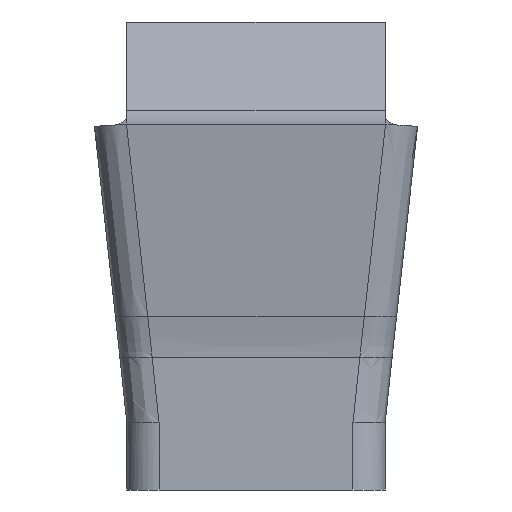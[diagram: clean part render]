
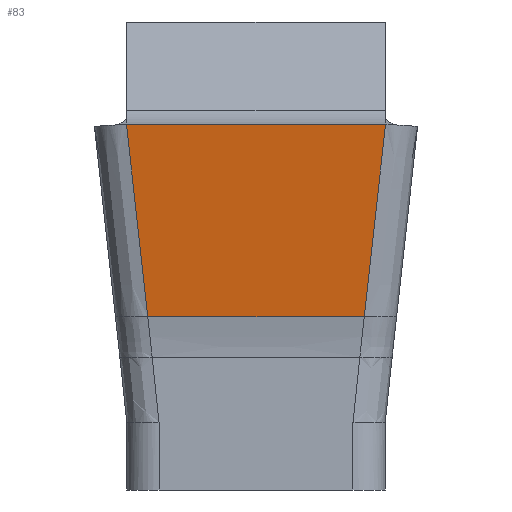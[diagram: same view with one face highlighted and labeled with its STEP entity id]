
A CAD part, front view. The second image highlights one B-rep face of the part: STEP entity #83.
In plain terms, the highlighted planar face has unit normal (0, -0.993, -0.122).
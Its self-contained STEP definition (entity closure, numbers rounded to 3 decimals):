
#83=ADVANCED_FACE('SIDE_FP_AN_SU1',(#151),#123,.T.);
#123=PLANE('',#924);
#151=FACE_OUTER_BOUND('',#199,.T.);
#199=EDGE_LOOP('',(#475,#476,#477,#478));
#267=B_SPLINE_CURVE_WITH_KNOTS('',3,(#1607,#1608,#1609,#1610),
 .UNSPECIFIED.,.F.,.F.,(4,4),(0.,1.),.UNSPECIFIED.);
#270=B_SPLINE_CURVE_WITH_KNOTS('',3,(#1652,#1653,#1654,#1655),
 .UNSPECIFIED.,.F.,.F.,(4,4),(0.,1.),.UNSPECIFIED.);
#327=LINE('',#1720,#373);
#328=LINE('',#1721,#374);
#373=VECTOR('',#1004,1.);
#374=VECTOR('',#1005,1.);
#475=ORIENTED_EDGE('',*,*,#803,.T.);
#476=ORIENTED_EDGE('',*,*,#811,.T.);
#477=ORIENTED_EDGE('',*,*,#806,.T.);
#478=ORIENTED_EDGE('',*,*,#812,.F.);
#711=VERTEX_POINT('',#1606);
#712=VERTEX_POINT('',#1611);
#714=VERTEX_POINT('',#1656);
#715=VERTEX_POINT('',#1657);
#803=EDGE_CURVE('',#712,#711,#267,.T.);
#806=EDGE_CURVE('',#714,#715,#270,.T.);
#811=EDGE_CURVE('',#711,#714,#327,.T.);
#812=EDGE_CURVE('',#712,#715,#328,.T.);
#924=AXIS2_PLACEMENT_3D('',#1722,#1006,#1007);
#1004=DIRECTION('',(-1.,0.,0.));
#1005=DIRECTION('',(-1.,0.,0.));
#1006=DIRECTION('',(0.,-0.993,-0.122));
#1007=DIRECTION('',(-1.,0.,0.));
#1606=CARTESIAN_POINT('',(1.603,-12.669,0.023));
#1607=CARTESIAN_POINT('',(1.34,-12.377,-2.351));
#1608=CARTESIAN_POINT('',(1.428,-12.474,-1.559));
#1609=CARTESIAN_POINT('',(1.515,-12.571,-0.768));
#1610=CARTESIAN_POINT('',(1.603,-12.669,0.023));
#1611=CARTESIAN_POINT('',(1.34,-12.377,-2.351));
#1652=CARTESIAN_POINT('',(-1.603,-12.669,0.023));
#1653=CARTESIAN_POINT('',(-1.515,-12.571,-0.768));
#1654=CARTESIAN_POINT('',(-1.428,-12.474,-1.559));
#1655=CARTESIAN_POINT('',(-1.34,-12.377,-2.351));
#1656=CARTESIAN_POINT('',(-1.603,-12.669,0.023));
#1657=CARTESIAN_POINT('',(-1.34,-12.377,-2.351));
#1720=CARTESIAN_POINT('',(-13.,-12.669,0.023));
#1721=CARTESIAN_POINT('',(0.,-12.377,-2.351));
#1722=CARTESIAN_POINT('',(0.,-13.193,4.295));
